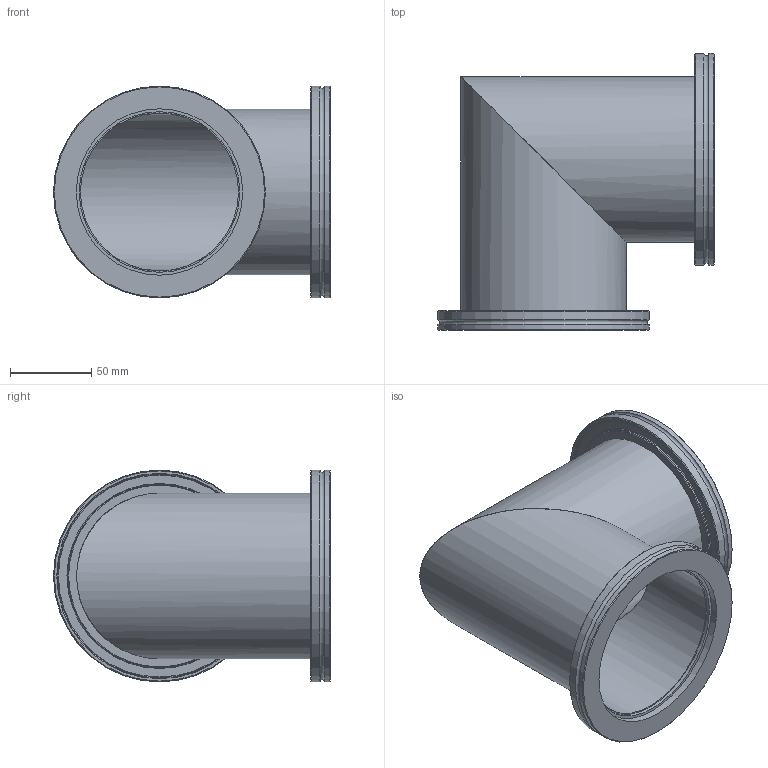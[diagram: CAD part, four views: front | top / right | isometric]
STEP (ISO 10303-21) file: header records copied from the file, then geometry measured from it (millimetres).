
FILE_DESCRIPTION(/* description */ (''),/* implementation_level */ '2;1');
FILE_NAME(/* name */ 'FL-EM100LF-105.stp',/* time_stamp */ '2018-12-06T11:19:11+00:00',/* author */ ('paul'),/* organization */ (''),/* preprocessor_version */ 'ST-DEVELOPER v17.2',/* originating_system */ 'Autodesk Inventor 2019',/* authorisation */ '');
FILE_SCHEMA (('AUTOMOTIVE_DESIGN { 1 0 10303 214 3 1 1 }'));
Length unit declared in the file: millimetre
Products named in the file (3): FL-EM100LF-105; FL-100LF-W; tube
Assembly tree (4 placements, depth 2):
  FL-EM100LF-105
    tube  x2
    FL-100LF-W  x2
Bounding box: 169.9 x 169.9 x 130 mm (x, y, z)
Volume: 254120.7 mm3; surface area: 169347.4 mm2
Topology: 4 solids, 4 shells, 48 faces, 112 edges, 80 vertices
Faces by surface type: cylinder 18, plane 16, torus 10, cone 4
Full cylindrical faces by diameter (mm): 97 x2, 98.55 x2, 101.5 x2, 101.6 x2, 102.1 x2, 112.5 x2, 125 x2, 130 x4
Entity records: 867 total; most frequent: DIRECTION 163, CARTESIAN_POINT 127, ORIENTED_EDGE 112, AXIS2_PLACEMENT_3D 76, EDGE_CURVE 56, CIRCLE 41, VERTEX_POINT 40, EDGE_LOOP 32
